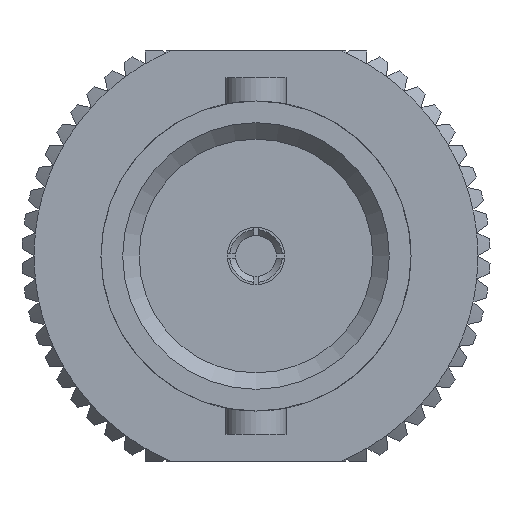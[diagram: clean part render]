
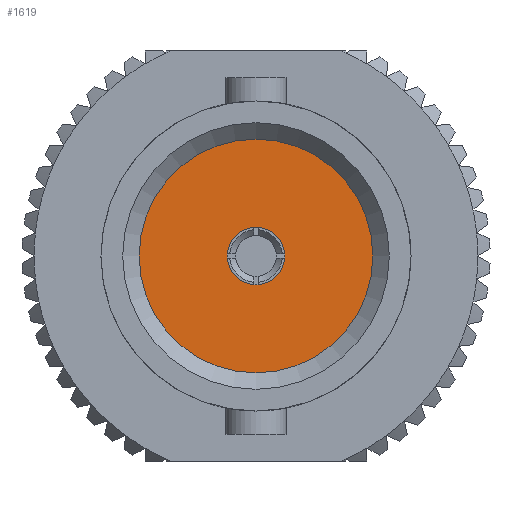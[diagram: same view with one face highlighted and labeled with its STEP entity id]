
A CAD part, left-side view. The second image highlights one B-rep face of the part: STEP entity #1619.
In plain terms, the highlighted planar face has unit normal (-1, 0, 0).
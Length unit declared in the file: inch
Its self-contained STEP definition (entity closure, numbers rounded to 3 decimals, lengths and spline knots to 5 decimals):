
#74 = EDGE_LOOP ( 'NONE', ( #6666 ) ) ;
#218 = FACE_OUTER_BOUND ( 'NONE', #1729, .T. ) ;
#647 = EDGE_CURVE ( 'NONE', #1560, #1560, #2979, .T. ) ;
#932 = AXIS2_PLACEMENT_3D ( 'NONE', #2004, #4509, #7011 ) ;
#1560 = VERTEX_POINT ( 'NONE', #7356 ) ;
#1619 = ADVANCED_FACE ( 'NONE', ( #3857, #218 ), #8091, .T. ) ;
#1729 = EDGE_LOOP ( 'NONE', ( #4375 ) ) ;
#1894 = DIRECTION ( 'NONE',  ( 1., 0., 0. ) ) ;
#2004 = CARTESIAN_POINT ( 'NONE',  ( 0.38, 0., 0. ) ) ;
#2440 = VERTEX_POINT ( 'NONE', #3561 ) ;
#2979 = CIRCLE ( 'NONE', #4169, 0.035 ) ;
#3115 = CARTESIAN_POINT ( 'NONE',  ( 0.38, 0., 0. ) ) ;
#3561 = CARTESIAN_POINT ( 'NONE',  ( 0.38, 0., -0.1425 ) ) ;
#3732 = DIRECTION ( 'NONE',  ( -1., 0., 0. ) ) ;
#3857 = FACE_BOUND ( 'NONE', #74, .T. ) ;
#3971 = AXIS2_PLACEMENT_3D ( 'NONE', #3115, #3732, #6803 ) ;
#4169 = AXIS2_PLACEMENT_3D ( 'NONE', #6257, #1894, #6907 ) ;
#4375 = ORIENTED_EDGE ( 'NONE', *, *, #6934, .T. ) ;
#4509 = DIRECTION ( 'NONE',  ( -1., 0., 0. ) ) ;
#6257 = CARTESIAN_POINT ( 'NONE',  ( 0.38, 0., 0. ) ) ;
#6666 = ORIENTED_EDGE ( 'NONE', *, *, #647, .T. ) ;
#6803 = DIRECTION ( 'NONE',  ( 0., 0., -1. ) ) ;
#6907 = DIRECTION ( 'NONE',  ( 0., 0., 1. ) ) ;
#6934 = EDGE_CURVE ( 'NONE', #2440, #2440, #7285, .T. ) ;
#7011 = DIRECTION ( 'NONE',  ( 0., 0., -1. ) ) ;
#7285 = CIRCLE ( 'NONE', #932, 0.1425 ) ;
#7356 = CARTESIAN_POINT ( 'NONE',  ( 0.38, 0., 0.035 ) ) ;
#8091 = PLANE ( 'NONE',  #3971 ) ;
